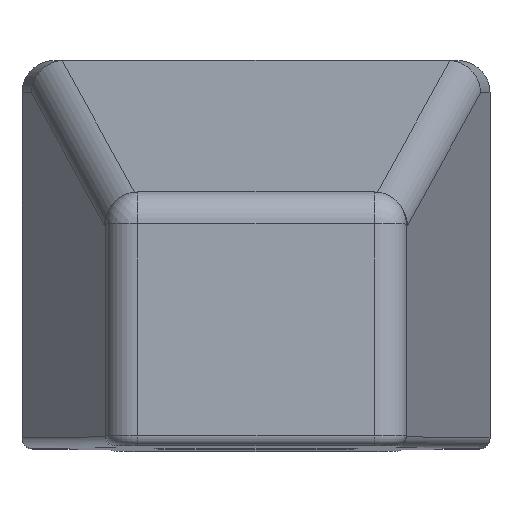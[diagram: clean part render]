
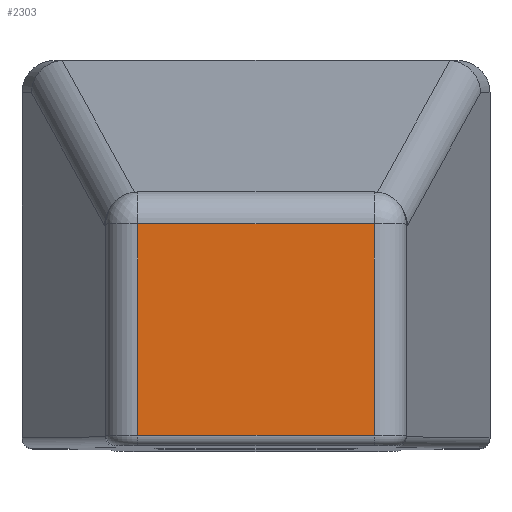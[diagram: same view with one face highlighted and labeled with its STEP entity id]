
A CAD part, top view. The second image highlights one B-rep face of the part: STEP entity #2303.
In plain terms, the highlighted planar face has unit normal (0, 0, 1).
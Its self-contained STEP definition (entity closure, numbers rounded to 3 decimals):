
#577=DIRECTION('',(-1.,0.,0.));
#578=VECTOR('',#577,11.227);
#579=CARTESIAN_POINT('',(5.613,0.508,76.2));
#580=LINE('',#579,#578);
#743=DIRECTION('',(0.,1.,0.));
#744=VECTOR('',#743,10.033);
#745=CARTESIAN_POINT('',(5.613,0.508,76.2));
#746=LINE('',#745,#744);
#750=DIRECTION('',(0.,1.,0.));
#751=VECTOR('',#750,10.033);
#752=CARTESIAN_POINT('',(-5.614,0.508,76.2));
#753=LINE('',#752,#751);
#772=DIRECTION('',(-1.,0.,0.));
#773=VECTOR('',#772,11.227);
#774=CARTESIAN_POINT('',(5.614,10.541,76.2));
#775=LINE('',#774,#773);
#1530=CARTESIAN_POINT('',(5.614,10.541,76.2));
#1531=CARTESIAN_POINT('',(-5.614,10.541,76.2));
#1532=VERTEX_POINT('',#1530);
#1533=VERTEX_POINT('',#1531);
#1592=CARTESIAN_POINT('',(5.614,0.508,76.2));
#1593=VERTEX_POINT('',#1592);
#1596=CARTESIAN_POINT('',(-5.614,0.508,76.2));
#1597=VERTEX_POINT('',#1596);
#2290=CARTESIAN_POINT('',(-5.614,0.,76.2));
#2291=DIRECTION('',(0.,0.,1.));
#2292=DIRECTION('',(1.,0.,0.));
#2293=AXIS2_PLACEMENT_3D('',#2290,#2291,#2292);
#2294=PLANE('',#2293);
#2295=ORIENTED_EDGE('',*,*,#2115,.T.);
#2297=ORIENTED_EDGE('',*,*,#2296,.T.);
#2299=ORIENTED_EDGE('',*,*,#2298,.F.);
#2300=ORIENTED_EDGE('',*,*,#2282,.F.);
#2301=EDGE_LOOP('',(#2295,#2297,#2299,#2300));
#2302=FACE_OUTER_BOUND('',#2301,.F.);
#2115=EDGE_CURVE('',#1593,#1597,#580,.T.);
#2282=EDGE_CURVE('',#1593,#1532,#746,.T.);
#2296=EDGE_CURVE('',#1597,#1533,#753,.T.);
#2298=EDGE_CURVE('',#1532,#1533,#775,.T.);
#2303=ADVANCED_FACE('',(#2302),#2294,.T.);
